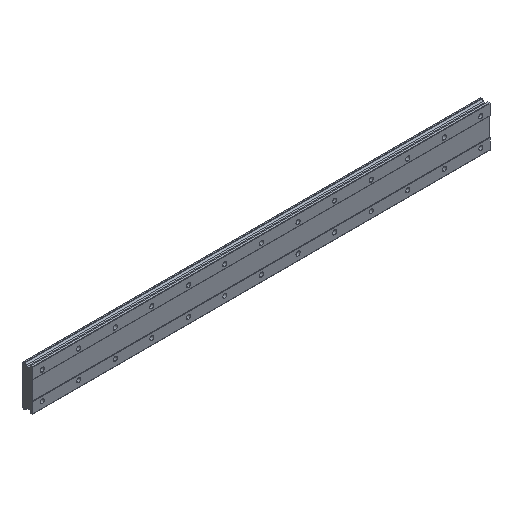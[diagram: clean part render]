
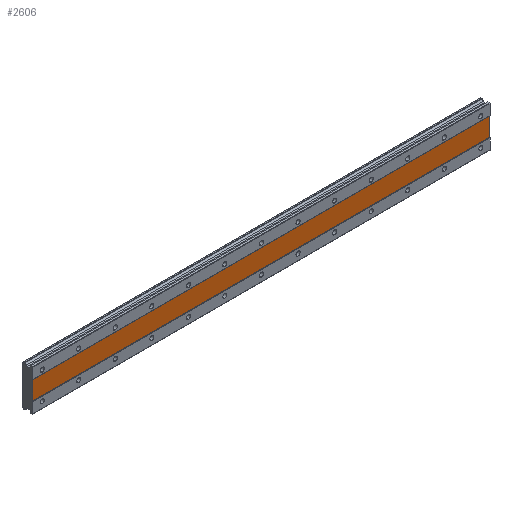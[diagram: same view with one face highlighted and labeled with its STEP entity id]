
A CAD part, isometric view. The second image highlights one B-rep face of the part: STEP entity #2606.
In plain terms, the highlighted planar face has unit normal (0, -1, 0).
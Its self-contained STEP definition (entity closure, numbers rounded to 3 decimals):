
#9 = EDGE_CURVE ( 'NONE', #1782, #4861, #2857, .T. ) ;
#20 = DIRECTION ( 'NONE',  ( 1., 0., 0. ) ) ;
#48 = VECTOR ( 'NONE', #4442, 1000. ) ;
#103 = CARTESIAN_POINT ( 'NONE',  ( 980., 1., 20. ) ) ;
#549 = ORIENTED_EDGE ( 'NONE', *, *, #5030, .F. ) ;
#651 = EDGE_LOOP ( 'NONE', ( #2819, #3879, #549, #1725 ) ) ;
#806 = LINE ( 'NONE', #2855, #4218 ) ;
#1068 = DIRECTION ( 'NONE',  ( 0., 1., 0. ) ) ;
#1099 = PLANE ( 'NONE',  #3829 ) ;
#1523 = CARTESIAN_POINT ( 'NONE',  ( 980., 1., 20. ) ) ;
#1534 = CARTESIAN_POINT ( 'NONE',  ( 980., 1., 20. ) ) ;
#1725 = ORIENTED_EDGE ( 'NONE', *, *, #1846, .F. ) ;
#1782 = VERTEX_POINT ( 'NONE', #1534 ) ;
#1846 = EDGE_CURVE ( 'NONE', #2418, #2909, #2695, .T. ) ;
#2418 = VERTEX_POINT ( 'NONE', #2429 ) ;
#2429 = CARTESIAN_POINT ( 'NONE',  ( -20., 1., -20. ) ) ;
#2532 = VECTOR ( 'NONE', #3938, 1000. ) ;
#2606 = ADVANCED_FACE ( 'NONE', ( #3120 ), #1099, .F. ) ;
#2695 = LINE ( 'NONE', #4288, #4748 ) ;
#2819 = ORIENTED_EDGE ( 'NONE', *, *, #4108, .F. ) ;
#2855 = CARTESIAN_POINT ( 'NONE',  ( 980., 1., 20. ) ) ;
#2857 = LINE ( 'NONE', #103, #48 ) ;
#2909 = VERTEX_POINT ( 'NONE', #4194 ) ;
#3120 = FACE_OUTER_BOUND ( 'NONE', #651, .T. ) ;
#3150 = CARTESIAN_POINT ( 'NONE',  ( 980., 1., -20. ) ) ;
#3829 = AXIS2_PLACEMENT_3D ( 'NONE', #1523, #1068, #4330 ) ;
#3879 = ORIENTED_EDGE ( 'NONE', *, *, #9, .F. ) ;
#3938 = DIRECTION ( 'NONE',  ( -1., 0., 0. ) ) ;
#4103 = DIRECTION ( 'NONE',  ( 0., 0., 1. ) ) ;
#4108 = EDGE_CURVE ( 'NONE', #4861, #2418, #4333, .T. ) ;
#4194 = CARTESIAN_POINT ( 'NONE',  ( -20., 1., 20. ) ) ;
#4218 = VECTOR ( 'NONE', #20, 1000. ) ;
#4288 = CARTESIAN_POINT ( 'NONE',  ( -20., 1., 20. ) ) ;
#4330 = DIRECTION ( 'NONE',  ( 0., 0., 1. ) ) ;
#4333 = LINE ( 'NONE', #3150, #2532 ) ;
#4442 = DIRECTION ( 'NONE',  ( 0., 0., -1. ) ) ;
#4684 = CARTESIAN_POINT ( 'NONE',  ( 980., 1., -20. ) ) ;
#4748 = VECTOR ( 'NONE', #4103, 1000. ) ;
#4861 = VERTEX_POINT ( 'NONE', #4684 ) ;
#5030 = EDGE_CURVE ( 'NONE', #2909, #1782, #806, .T. ) ;
